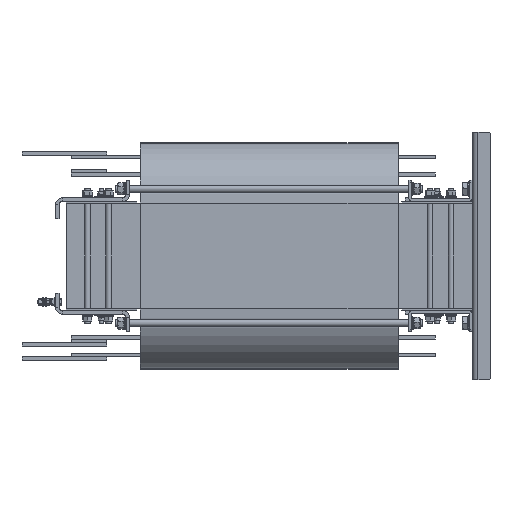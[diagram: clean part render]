
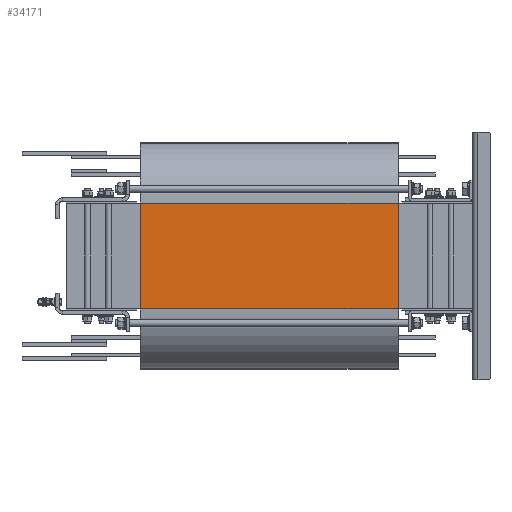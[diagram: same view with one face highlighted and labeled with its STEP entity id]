
A CAD part, left-side view. The second image highlights one B-rep face of the part: STEP entity #34171.
In plain terms, the highlighted planar face has unit normal (-1, 0, 0).
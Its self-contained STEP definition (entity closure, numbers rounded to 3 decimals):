
#5422=FACE_OUTER_BOUND('',#7740,.T.);
#7740=EDGE_LOOP('',(#22545,#22546,#22547,#22548));
#11373=LINE('',#50796,#13038);
#11379=LINE('',#50814,#13044);
#11396=LINE('',#50859,#13061);
#11397=LINE('',#50861,#13062);
#13038=VECTOR('',#41060,10.);
#13044=VECTOR('',#41076,10.);
#13061=VECTOR('',#41127,10.);
#13062=VECTOR('',#41130,10.);
#14736=VERTEX_POINT('',#50793);
#14737=VERTEX_POINT('',#50795);
#14744=VERTEX_POINT('',#50813);
#14755=VERTEX_POINT('',#50857);
#17987=EDGE_CURVE('',#14736,#14737,#11373,.T.);
#17996=EDGE_CURVE('',#14744,#14737,#11379,.T.);
#18019=EDGE_CURVE('',#14736,#14755,#11396,.T.);
#18020=EDGE_CURVE('',#14744,#14755,#11397,.T.);
#22545=ORIENTED_EDGE('',*,*,#18019,.T.);
#22546=ORIENTED_EDGE('',*,*,#18020,.F.);
#22547=ORIENTED_EDGE('',*,*,#17996,.T.);
#22548=ORIENTED_EDGE('',*,*,#17987,.F.);
#30661=PLANE('',#36705);
#34171=ADVANCED_FACE('',(#5422),#30661,.T.);
#36705=AXIS2_PLACEMENT_3D('',#50860,#41128,#41129);
#41060=DIRECTION('',(0.,0.,1.));
#41076=DIRECTION('',(0.,1.,0.));
#41127=DIRECTION('',(0.,-1.,0.));
#41128=DIRECTION('center_axis',(-1.,0.,0.));
#41129=DIRECTION('ref_axis',(0.,0.,
-1.));
#41130=DIRECTION('',(0.,0.,-1.));
#50793=CARTESIAN_POINT('',(-690.,365.,-150.));
#50795=CARTESIAN_POINT('',(-690.,365.,150.));
#50796=CARTESIAN_POINT('',(-690.,365.,150.));
#50813=CARTESIAN_POINT('',(-690.,-365.,150.));
#50814=CARTESIAN_POINT('',(-690.,0.,150.));
#50857=CARTESIAN_POINT('',(-690.,-365.,-150.));
#50859=CARTESIAN_POINT('',(-690.,0.,-150.));
#50860=CARTESIAN_POINT('Origin',(-690.,0.,150.));
#50861=CARTESIAN_POINT('',(-690.,-365.,150.));
